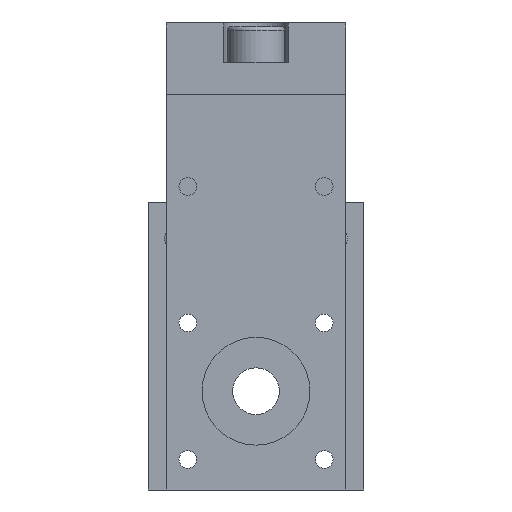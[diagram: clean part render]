
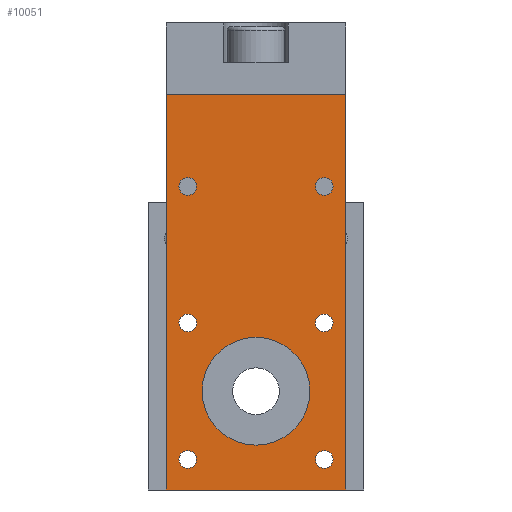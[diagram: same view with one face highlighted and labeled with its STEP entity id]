
A CAD part, left-side view. The second image highlights one B-rep face of the part: STEP entity #10051.
In plain terms, the highlighted face is planar.
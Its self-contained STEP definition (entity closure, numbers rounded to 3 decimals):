
#709=LINE('',#14462,#1582);
#713=LINE('',#14470,#1586);
#716=LINE('',#14476,#1589);
#719=LINE('',#14481,#1592);
#1582=VECTOR('',#11676,50.);
#1586=VECTOR('',#11682,110.);
#1589=VECTOR('',#11687,50.);
#1592=VECTOR('',#11692,110.);
#2460=PLANE('',#10676);
#2835=FACE_BOUND('',#3847,.T.);
#2836=FACE_BOUND('',#3848,.T.);
#2837=FACE_BOUND('',#3849,.T.);
#2838=FACE_BOUND('',#3850,.T.);
#2839=FACE_BOUND('',#3851,.T.);
#2840=FACE_BOUND('',#3852,.T.);
#2841=FACE_BOUND('',#3853,.T.);
#3243=FACE_OUTER_BOUND('',#3846,.T.);
#3846=EDGE_LOOP('',(#7341,#7342,#7343,#7344));
#3847=EDGE_LOOP('',(#7345));
#3848=EDGE_LOOP('',(#7346));
#3849=EDGE_LOOP('',(#7347));
#3850=EDGE_LOOP('',(#7348));
#3851=EDGE_LOOP('',(#7349));
#3852=EDGE_LOOP('',(#7350));
#3853=EDGE_LOOP('',(#7351));
#4659=CIRCLE('',#10649,2.459);
#4661=CIRCLE('',#10652,2.459);
#4663=CIRCLE('',#10655,2.459);
#4665=CIRCLE('',#10658,2.459);
#4667=CIRCLE('',#10661,2.459);
#4669=CIRCLE('',#10664,2.459);
#4672=CIRCLE('',#10669,15.);
#5002=VERTEX_POINT('',#14421);
#5004=VERTEX_POINT('',#14426);
#5006=VERTEX_POINT('',#14431);
#5008=VERTEX_POINT('',#14436);
#5010=VERTEX_POINT('',#14441);
#5012=VERTEX_POINT('',#14446);
#5015=VERTEX_POINT('',#14454);
#5017=VERTEX_POINT('',#14460);
#5018=VERTEX_POINT('',#14461);
#5021=VERTEX_POINT('',#14469);
#5023=VERTEX_POINT('',#14475);
#5960=EDGE_CURVE('',#5002,#5002,#4659,.T.);
#5962=EDGE_CURVE('',#5004,#5004,#4661,.T.);
#5964=EDGE_CURVE('',#5006,#5006,#4663,.T.);
#5966=EDGE_CURVE('',#5008,#5008,#4665,.T.);
#5968=EDGE_CURVE('',#5010,#5010,#4667,.T.);
#5970=EDGE_CURVE('',#5012,#5012,#4669,.T.);
#5973=EDGE_CURVE('',#5015,#5015,#4672,.T.);
#5975=EDGE_CURVE('',#5017,#5018,#709,.T.);
#5979=EDGE_CURVE('',#5018,#5021,#713,.T.);
#5982=EDGE_CURVE('',#5021,#5023,#716,.T.);
#5985=EDGE_CURVE('',#5023,#5017,#719,.T.);
#7341=ORIENTED_EDGE('',*,*,#5975,.F.);
#7342=ORIENTED_EDGE('',*,*,#5985,.F.);
#7343=ORIENTED_EDGE('',*,*,#5982,.F.);
#7344=ORIENTED_EDGE('',*,*,#5979,.F.);
#7345=ORIENTED_EDGE('',*,*,#5960,.T.);
#7346=ORIENTED_EDGE('',*,*,#5962,.T.);
#7347=ORIENTED_EDGE('',*,*,#5964,.T.);
#7348=ORIENTED_EDGE('',*,*,#5966,.T.);
#7349=ORIENTED_EDGE('',*,*,#5968,.T.);
#7350=ORIENTED_EDGE('',*,*,#5970,.T.);
#7351=ORIENTED_EDGE('',*,*,#5973,.T.);
#10051=ADVANCED_FACE('',(#3243,#2835,#2836,#2837,#2838,#2839,#2840,#2841),
#2460,.T.);
#10649=AXIS2_PLACEMENT_3D('',#14422,#11628,#11629);
#10652=AXIS2_PLACEMENT_3D('',#14427,#11634,#11635);
#10655=AXIS2_PLACEMENT_3D('',#14432,#11640,#11641);
#10658=AXIS2_PLACEMENT_3D('',#14437,#11646,#11647);
#10661=AXIS2_PLACEMENT_3D('',#14442,#11652,#11653);
#10664=AXIS2_PLACEMENT_3D('',#14447,#11658,#11659);
#10669=AXIS2_PLACEMENT_3D('',#14455,#11668,#11669);
#10676=AXIS2_PLACEMENT_3D('',#14483,#11694,#11695);
#11628=DIRECTION('center_axis',(0.,0.,-1.));
#11629=DIRECTION('ref_axis',(1.,0.,0.));
#11634=DIRECTION('center_axis',(0.,0.,-1.));
#11635=DIRECTION('ref_axis',(1.,0.,0.));
#11640=DIRECTION('center_axis',(0.,0.,-1.));
#11641=DIRECTION('ref_axis',(1.,0.,0.));
#11646=DIRECTION('center_axis',(0.,0.,-1.));
#11647=DIRECTION('ref_axis',(1.,0.,0.));
#11652=DIRECTION('center_axis',(0.,0.,-1.));
#11653=DIRECTION('ref_axis',(1.,0.,0.));
#11658=DIRECTION('center_axis',(0.,0.,-1.));
#11659=DIRECTION('ref_axis',(1.,0.,0.));
#11668=DIRECTION('center_axis',(0.,0.,-1.));
#11669=DIRECTION('ref_axis',(1.,0.,0.));
#11676=DIRECTION('',(0.,-1.,0.));
#11682=DIRECTION('',(-1.,0.,0.));
#11687=DIRECTION('',(0.,1.,0.));
#11692=DIRECTION('',(1.,0.,0.));
#11694=DIRECTION('center_axis',(0.,0.,1.));
#11695=DIRECTION('ref_axis',(1.,0.,0.));
#14421=CARTESIAN_POINT('',(30.854,-33.291,20.));
#14422=CARTESIAN_POINT('Origin',(28.395,-33.291,20.));
#14426=CARTESIAN_POINT('',(68.854,4.709,20.));
#14427=CARTESIAN_POINT('Origin',(66.395,4.709,20.));
#14431=CARTESIAN_POINT('',(-7.146,4.709,20.));
#14432=CARTESIAN_POINT('Origin',(-9.605,4.709,20.));
#14436=CARTESIAN_POINT('',(30.854,4.709,20.));
#14437=CARTESIAN_POINT('Origin',(28.395,4.709,20.));
#14441=CARTESIAN_POINT('',(-7.146,-33.291,20.));
#14442=CARTESIAN_POINT('Origin',(-9.605,-33.291,20.));
#14446=CARTESIAN_POINT('',(68.854,-33.291,20.));
#14447=CARTESIAN_POINT('Origin',(66.395,-33.291,20.));
#14454=CARTESIAN_POINT('',(24.395,-14.291,20.));
#14455=CARTESIAN_POINT('Origin',(9.395,-14.291,20.));
#14460=CARTESIAN_POINT('',(91.895,10.709,20.));
#14461=CARTESIAN_POINT('',(91.895,-39.291,20.));
#14462=CARTESIAN_POINT('',(91.895,10.709,20.));
#14469=CARTESIAN_POINT('',(-18.105,-39.291,20.));
#14470=CARTESIAN_POINT('',(91.895,-39.291,20.));
#14475=CARTESIAN_POINT('',(-18.105,10.709,20.));
#14476=CARTESIAN_POINT('',(-18.105,-39.291,20.));
#14481=CARTESIAN_POINT('',(-18.105,10.709,20.));
#14483=CARTESIAN_POINT('Origin',(36.895,-14.291,20.));
